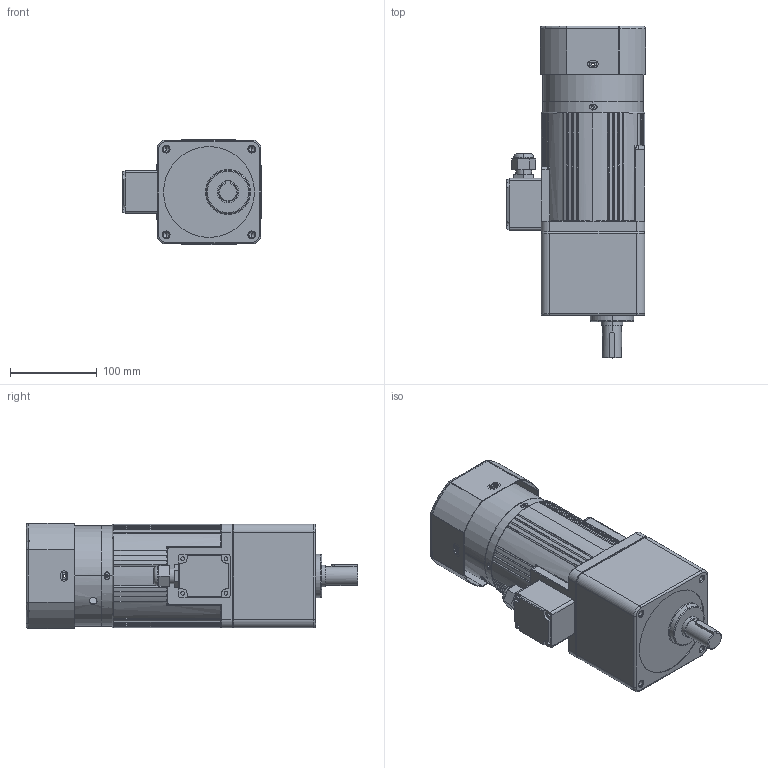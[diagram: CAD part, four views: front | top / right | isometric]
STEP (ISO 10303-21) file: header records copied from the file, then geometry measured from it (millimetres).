
FILE_DESCRIPTION (( 'STEP AP203' ), '1' );
FILE_NAME ('7IK400(R)-MFT+7GU3-180K.STEP', '2020-01-10T09:22:03', ( 'Sky123.Org' ), ( 'Sky123.Org' ), 'SwSTEP 2.0', 'SolidWorks 2014', '' );
FILE_SCHEMA (( 'CONFIG_CONTROL_DESIGN' ));
Length unit declared in the file: millimetre
Products named in the file (10): 微型减速机接线盒装配体; 7GU3-18K; 7IK400(R)A; 7IK400(R)-MFT+7GU3-180K; 120瑞欶; 120价陬欶褲; 峚倰萇儂諉盄碟02; NPT1-2萇擢芛; NPT1-2つ踡芛; NPT1-2萇擢芛蚾饜极
Assembly tree (9 placements, depth 4):
  7IK400(R)-MFT+7GU3-180K
    7IK400(R)A
    120瑞欶
    120价陬欶褲
    微型减速机接线盒装配体
      峚倰萇儂諉盄碟02
      NPT1-2萇擢芛蚾饜极
        NPT1-2萇擢芛
        NPT1-2つ踡芛
    7GU3-18K
Bounding box: 160.8 x 383.5 x 121.6 mm (x, y, z)
Volume: 3252019 mm3; surface area: 344789.3 mm2
Topology: 7 solids, 7 shells, 854 faces, 2277 edges, 1425 vertices
Faces by surface type: cylinder 327, plane 304, torus 118, cone 61, bspline 40, sphere 4
Entity records: 30790 total; most frequent: CARTESIAN_POINT 8547, DIRECTION 4484, ORIENTED_EDGE 4466, EDGE_CURVE 2233, AXIS2_PLACEMENT_3D 1730, VERTEX_POINT 1425, LINE 1024, VECTOR 1024
